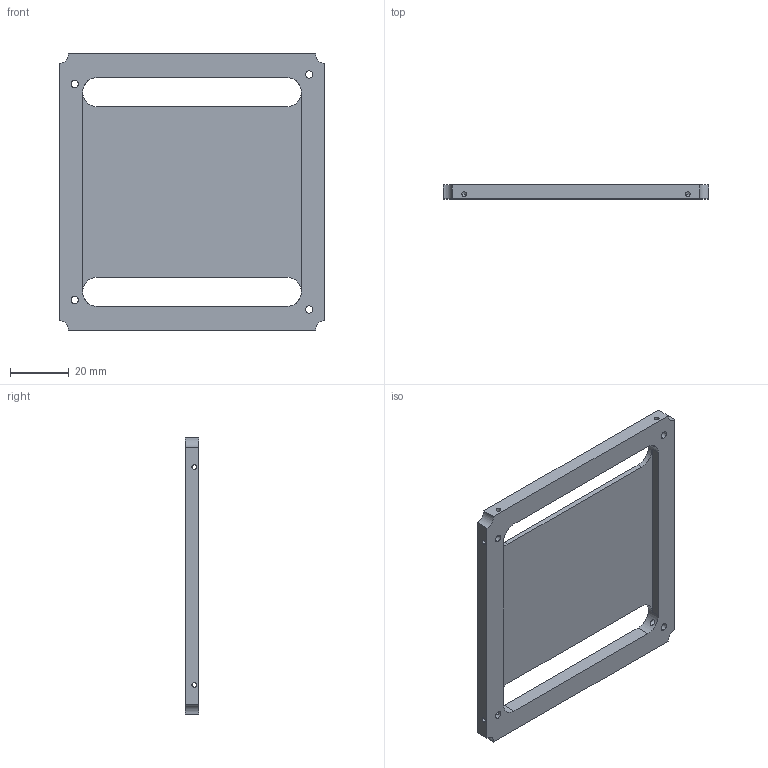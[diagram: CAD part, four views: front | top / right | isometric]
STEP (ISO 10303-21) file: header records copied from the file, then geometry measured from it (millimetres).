
FILE_DESCRIPTION (( 'STEP AP203' ), '1' );
FILE_NAME ('20-M301-A6_Default_sldprt.STEP', '2023-06-05T00:25:47', ( '' ), ( '' ), 'SwSTEP 2.0', 'SolidWorks 2022', '' );
FILE_SCHEMA (( 'CONFIG_CONTROL_DESIGN' ));
Length unit declared in the file: millimetre
Products named in the file (1): 20-M301-A6_Default_sldprt
Bounding box: 90.48 x 4.76 x 94 mm (x, y, z)
Volume: 20218.5 mm3; surface area: 17640.7 mm2
Topology: 1 solids, 1 shells, 57 faces, 166 edges, 104 vertices
Faces by surface type: cylinder 36, plane 13, cone 8
Entity records: 2261 total; most frequent: CARTESIAN_POINT 648, ORIENTED_EDGE 316, DIRECTION 314, EDGE_CURVE 158, AXIS2_PLACEMENT_3D 118, VERTEX_POINT 104, EDGE_LOOP 86, VECTOR 78
